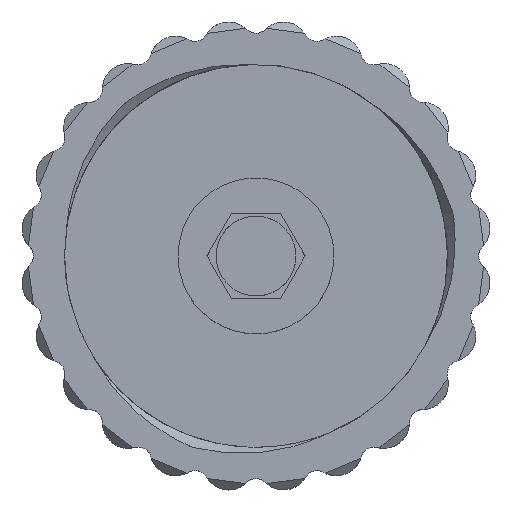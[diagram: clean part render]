
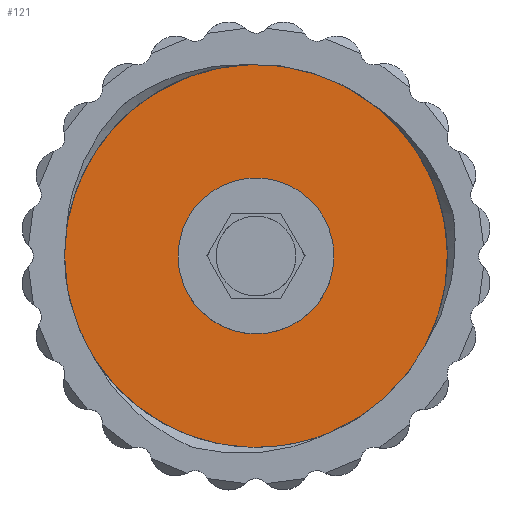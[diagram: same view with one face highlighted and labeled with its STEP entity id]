
A CAD part, top view. The second image highlights one B-rep face of the part: STEP entity #121.
In plain terms, the highlighted planar face has unit normal (0, 0, 1).
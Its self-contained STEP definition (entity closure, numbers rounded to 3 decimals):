
#15=FACE_BOUND('',#359,.T.);
#121=ADVANCED_FACE('',(#239,#15),#2071,.T.);
#239=FACE_OUTER_BOUND('',#358,.T.);
#358=EDGE_LOOP('',(#951,#952,#953,#954,#955,#956,#957));
#359=EDGE_LOOP('',(#958,#959));
#951=ORIENTED_EDGE('',*,*,#1363,.T.);
#952=ORIENTED_EDGE('',*,*,#1066,.T.);
#953=ORIENTED_EDGE('',*,*,#1074,.T.);
#954=ORIENTED_EDGE('',*,*,#1364,.T.);
#955=ORIENTED_EDGE('',*,*,#1090,.T.);
#956=ORIENTED_EDGE('',*,*,#1365,.T.);
#957=ORIENTED_EDGE('',*,*,#1092,.T.);
#958=ORIENTED_EDGE('',*,*,#1368,.T.);
#959=ORIENTED_EDGE('',*,*,#1395,.T.);
#1066=EDGE_CURVE('',#1745,#1746,#1400,.T.);
#1074=EDGE_CURVE('',#1746,#1752,#1401,.T.);
#1090=EDGE_CURVE('',#1753,#1757,#1408,.T.);
#1092=EDGE_CURVE('',#1760,#1744,#1409,.T.);
#1363=EDGE_CURVE('',#1744,#1745,#1569,.T.);
#1364=EDGE_CURVE('',#1752,#1753,#1570,.T.);
#1365=EDGE_CURVE('',#1757,#1760,#1571,.T.);
#1368=EDGE_CURVE('',#1948,#1966,#1574,.T.);
#1395=EDGE_CURVE('',#1966,#1948,#1582,.T.);
#1400=(
BOUNDED_CURVE()
B_SPLINE_CURVE(2,(#6365,#6366,#6367),.UNSPECIFIED.,.F.,.F.)
B_SPLINE_CURVE_WITH_KNOTS((3,3),(-2.282,0.),.UNSPECIFIED.)
CURVE()
GEOMETRIC_REPRESENTATION_ITEM()
RATIONAL_B_SPLINE_CURVE((1.,0.997,1.))
REPRESENTATION_ITEM('')
);
#1401=(
BOUNDED_CURVE()
B_SPLINE_CURVE(2,(#6578,#6579,#6580),.UNSPECIFIED.,.F.,.F.)
B_SPLINE_CURVE_WITH_KNOTS((3,3),(-90.624,-82.314),
 .UNSPECIFIED.)
CURVE()
GEOMETRIC_REPRESENTATION_ITEM()
RATIONAL_B_SPLINE_CURVE((1.,0.96,1.))
REPRESENTATION_ITEM('')
);
#1408=(
BOUNDED_CURVE()
B_SPLINE_CURVE(2,(#6843,#6844,#6845),.UNSPECIFIED.,.F.,.F.)
B_SPLINE_CURVE_WITH_KNOTS((3,3),(-62.302,-52.454),
 .UNSPECIFIED.)
CURVE()
GEOMETRIC_REPRESENTATION_ITEM()
RATIONAL_B_SPLINE_CURVE((1.,0.937,1.))
REPRESENTATION_ITEM('')
);
#1409=(
BOUNDED_CURVE()
B_SPLINE_CURVE(2,(#6879,#6880,#6881,#6882,#6883),.UNSPECIFIED.,.F.,.F.)
B_SPLINE_CURVE_WITH_KNOTS((3,2,3),(-32.406,-22.656,
-21.989),.UNSPECIFIED.)
CURVE()
GEOMETRIC_REPRESENTATION_ITEM()
RATIONAL_B_SPLINE_CURVE((1.,0.944,1.,1.,1.))
REPRESENTATION_ITEM('')
);
#1569=(
BOUNDED_CURVE()
B_SPLINE_CURVE(2,(#8801,#8802,#8803),.UNSPECIFIED.,.F.,.F.)
B_SPLINE_CURVE_WITH_KNOTS((3,3),(-21.989,-2.282),
 .UNSPECIFIED.)
CURVE()
GEOMETRIC_REPRESENTATION_ITEM()
RATIONAL_B_SPLINE_CURVE((1.,0.771,1.))
REPRESENTATION_ITEM('')
);
#1570=(
BOUNDED_CURVE()
B_SPLINE_CURVE(2,(#8804,#8805,#8806,#8807,#8808),.UNSPECIFIED.,.F.,.F.)
B_SPLINE_CURVE_WITH_KNOTS((3,2,3),(8.31,22.656,28.322),
 .UNSPECIFIED.)
CURVE()
GEOMETRIC_REPRESENTATION_ITEM()
RATIONAL_B_SPLINE_CURVE((1.,0.876,1.,0.982,1.))
REPRESENTATION_ITEM('')
);
#1571=(
BOUNDED_CURVE()
B_SPLINE_CURVE(2,(#8809,#8810,#8811,#8812,#8813),.UNSPECIFIED.,.F.,.F.)
B_SPLINE_CURVE_WITH_KNOTS((3,2,3),(38.17,45.312,58.218),
 .UNSPECIFIED.)
CURVE()
GEOMETRIC_REPRESENTATION_ITEM()
RATIONAL_B_SPLINE_CURVE((1.,0.971,1.,0.9,1.))
REPRESENTATION_ITEM('')
);
#1574=(
BOUNDED_CURVE()
B_SPLINE_CURVE(2,(#8821,#8822,#8823,#8824,#8825),.UNSPECIFIED.,.F.,.F.)
B_SPLINE_CURVE_WITH_KNOTS((3,2,3),(-38.013,-28.51,
-19.007),.UNSPECIFIED.)
CURVE()
GEOMETRIC_REPRESENTATION_ITEM()
RATIONAL_B_SPLINE_CURVE((1.,0.707,1.,0.707,1.))
REPRESENTATION_ITEM('')
);
#1582=(
BOUNDED_CURVE()
B_SPLINE_CURVE(2,(#8897,#8898,#8899,#8900,#8901),.UNSPECIFIED.,.F.,.F.)
B_SPLINE_CURVE_WITH_KNOTS((3,2,3),(-19.007,-9.503,
0.),.UNSPECIFIED.)
CURVE()
GEOMETRIC_REPRESENTATION_ITEM()
RATIONAL_B_SPLINE_CURVE((1.,0.707,1.,0.707,1.))
REPRESENTATION_ITEM('')
);
#1744=VERTEX_POINT('',#6001);
#1745=VERTEX_POINT('',#6002);
#1746=VERTEX_POINT('',#6003);
#1752=VERTEX_POINT('',#6009);
#1753=VERTEX_POINT('',#6010);
#1757=VERTEX_POINT('',#6014);
#1760=VERTEX_POINT('',#6017);
#1948=VERTEX_POINT('',#6205);
#1966=VERTEX_POINT('',#6223);
#2071=PLANE('',#2247);
#2247=AXIS2_PLACEMENT_3D('',#5968,#2336,$);
#2336=DIRECTION('',(0.,0.,1.));
#5968=CARTESIAN_POINT('',(134.874,-14.874,220.));
#6001=CARTESIAN_POINT('',(149.177,14.652,220.));
#6002=CARTESIAN_POINT('',(135.323,2.177,220.));
#6003=CARTESIAN_POINT('',(135.167,0.042,220.));
#6009=CARTESIAN_POINT('',(137.444,-7.794,220.));
#6010=CARTESIAN_POINT('',(155.174,-13.554,220.));
#6014=CARTESIAN_POINT('',(162.749,-6.732,220.));
#6017=CARTESIAN_POINT('',(158.872,11.503,220.));
#6205=CARTESIAN_POINT('',(143.84,0.042,220.));
#6223=CARTESIAN_POINT('',(155.74,0.042,220.));
#6365=CARTESIAN_POINT('',(135.323,2.177,220.));
#6366=CARTESIAN_POINT('',(135.167,1.115,220.));
#6367=CARTESIAN_POINT('',(135.167,0.042,220.));
#6578=CARTESIAN_POINT('',(135.167,0.042,220.));
#6579=CARTESIAN_POINT('',(135.167,-4.207,220.));
#6580=CARTESIAN_POINT('',(137.444,-7.794,220.));
#6843=CARTESIAN_POINT('',(155.174,-13.554,220.));
#6844=CARTESIAN_POINT('',(160.23,-11.551,220.));
#6845=CARTESIAN_POINT('',(162.749,-6.732,220.));
#6879=CARTESIAN_POINT('',(158.872,11.503,220.));
#6880=CARTESIAN_POINT('',(154.881,14.665,220.));
#6881=CARTESIAN_POINT('',(149.79,14.665,220.));
#6882=CARTESIAN_POINT('',(149.483,14.665,220.));
#6883=CARTESIAN_POINT('',(149.177,14.652,220.));
#8801=CARTESIAN_POINT('',(149.177,14.652,220.));
#8802=CARTESIAN_POINT('',(137.09,14.145,220.));
#8803=CARTESIAN_POINT('',(135.323,2.177,220.));
#8804=CARTESIAN_POINT('',(137.444,-7.794,220.));
#8805=CARTESIAN_POINT('',(141.751,-14.581,220.));
#8806=CARTESIAN_POINT('',(149.79,-14.581,220.));
#8807=CARTESIAN_POINT('',(152.58,-14.581,220.));
#8808=CARTESIAN_POINT('',(155.174,-13.554,220.));
#8809=CARTESIAN_POINT('',(162.749,-6.732,220.));
#8810=CARTESIAN_POINT('',(164.413,-3.549,220.));
#8811=CARTESIAN_POINT('',(164.413,0.042,220.));
#8812=CARTESIAN_POINT('',(164.413,7.112,220.));
#8813=CARTESIAN_POINT('',(158.872,11.503,220.));
#8821=CARTESIAN_POINT('',(143.84,0.042,220.));
#8822=CARTESIAN_POINT('',(143.84,5.992,220.));
#8823=CARTESIAN_POINT('',(149.79,5.992,220.));
#8824=CARTESIAN_POINT('',(155.74,5.992,220.));
#8825=CARTESIAN_POINT('',(155.74,0.042,220.));
#8897=CARTESIAN_POINT('',(155.74,0.042,220.));
#8898=CARTESIAN_POINT('',(155.74,-5.908,220.));
#8899=CARTESIAN_POINT('',(149.79,-5.908,220.));
#8900=CARTESIAN_POINT('',(143.84,-5.908,220.));
#8901=CARTESIAN_POINT('',(143.84,0.042,220.));
